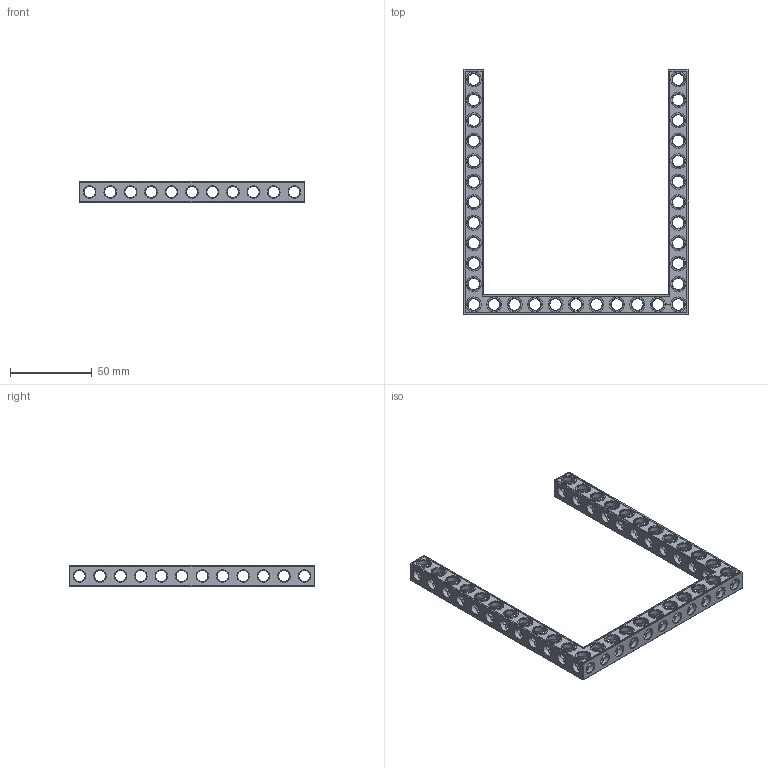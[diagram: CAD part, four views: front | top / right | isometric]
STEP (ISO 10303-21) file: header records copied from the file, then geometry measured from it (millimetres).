
FILE_DESCRIPTION(('FreeCAD Model'),'2;1');
FILE_NAME('Open CASCADE Shape Model','2022-02-26T15:26:13',('Author'),( ''),'Open CASCADE STEP processor 7.5','FreeCAD','Unknown');
FILE_SCHEMA(('AUTOMOTIVE_DESIGN { 1 0 10303 214 1 1 1 1 }'));
Products named in the file (1): Beam AGD ESS USH SYM BU11x12x01 - SPN-BEM-0471 (stemfie.org)
Bounding box: 137.5 x 150 x 12.5 mm (x, y, z)
Volume: 32246 mm3; surface area: 28820.6 mm2
Topology: 1 solids, 1 shells, 855 faces, 2589 edges, 1670 vertices
Faces by surface type: plane 420, cylinder 199, cone 134, extrusion 102
Full cylindrical faces by diameter (mm): 6.98 x26, 7 x140, 9.2 x33
Entity records: 179298 total; most frequent: CARTESIAN_POINT 130593, DIRECTION 8061, ORIENTED_EDGE 5178, PCURVE 5178, DEFINITIONAL_REPRESENTATION 5178, VECTOR 5046, LINE 4944, EDGE_CURVE 2589
